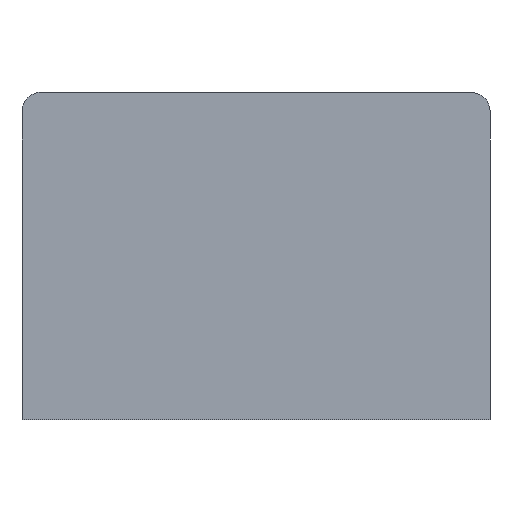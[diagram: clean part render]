
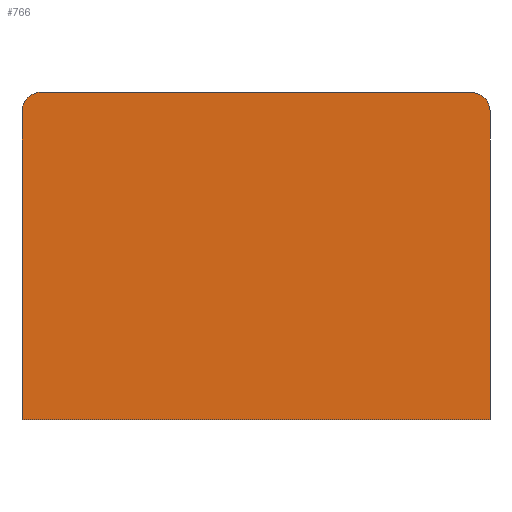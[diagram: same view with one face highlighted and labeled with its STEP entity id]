
A CAD part, front view. The second image highlights one B-rep face of the part: STEP entity #766.
In plain terms, the highlighted planar face has unit normal (0, -1, 0).
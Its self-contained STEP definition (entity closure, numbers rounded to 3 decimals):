
#48=PLANE('',#867);
#143=FACE_OUTER_BOUND('',#196,.T.);
#196=EDGE_LOOP('',(#598,#599,#600,#601,#602,#603));
#243=ELLIPSE('',#824,4.235,4.);
#244=ELLIPSE('',#832,4.235,4.);
#252=LINE('',#1247,#290);
#257=LINE('',#1259,#295);
#263=LINE('',#1295,#301);
#266=LINE('',#1307,#304);
#290=VECTOR('',#950,10.);
#295=VECTOR('',#961,10.);
#301=VECTOR('',#1011,10.);
#304=VECTOR('',#1026,10.);
#331=VERTEX_POINT('',#1244);
#332=VERTEX_POINT('',#1246);
#335=VERTEX_POINT('',#1256);
#336=VERTEX_POINT('',#1258);
#337=VERTEX_POINT('',#1262);
#342=VERTEX_POINT('',#1276);
#409=EDGE_CURVE('',#331,#332,#252,.T.);
#415=EDGE_CURVE('',#336,#335,#257,.T.);
#417=EDGE_CURVE('',#332,#337,#243,.T.);
#424=EDGE_CURVE('',#342,#335,#244,.T.);
#434=EDGE_CURVE('',#337,#342,#263,.T.);
#440=EDGE_CURVE('',#336,#331,#266,.T.);
#598=ORIENTED_EDGE('',*,*,#417,.F.);
#599=ORIENTED_EDGE('',*,*,#409,.F.);
#600=ORIENTED_EDGE('',*,*,#440,.F.);
#601=ORIENTED_EDGE('',*,*,#415,.T.);
#602=ORIENTED_EDGE('',*,*,#424,.F.);
#603=ORIENTED_EDGE('',*,*,#434,.F.);
#766=ADVANCED_FACE('',(#143),#48,.T.);
#824=AXIS2_PLACEMENT_3D('',#1263,#965,#966);
#832=AXIS2_PLACEMENT_3D('',#1277,#982,#983);
#867=AXIS2_PLACEMENT_3D('',#1340,#1059,#1060);
#950=DIRECTION('',(0.,0.,1.));
#961=DIRECTION('',(0.,0.,1.));
#965=DIRECTION('center_axis',(0.,1.,0.));
#966=DIRECTION('ref_axis',(-1.,0.,0.));
#982=DIRECTION('center_axis',(0.,1.,0.));
#983=DIRECTION('ref_axis',(1.,0.,0.));
#1011=DIRECTION('',(1.,0.,0.));
#1026=DIRECTION('',(-1.,0.,0.));
#1059=DIRECTION('center_axis',(0.,-1.,0.));
#1060=DIRECTION('ref_axis',(1.,0.,0.));
#1244=CARTESIAN_POINT('',(-50.,-60.,0.));
#1246=CARTESIAN_POINT('',(-50.,-60.,66.));
#1247=CARTESIAN_POINT('',(-50.,-60.,0.));
#1256=CARTESIAN_POINT('',(50.,-60.,66.));
#1258=CARTESIAN_POINT('',(50.,-60.,0.));
#1259=CARTESIAN_POINT('',(50.,-60.,0.));
#1262=CARTESIAN_POINT('',(-45.765,-60.,70.));
#1263=CARTESIAN_POINT('Origin',(-45.765,-60.,66.));
#1276=CARTESIAN_POINT('',(45.765,-60.,70.));
#1277=CARTESIAN_POINT('Origin',(45.765,-60.,66.));
#1295=CARTESIAN_POINT('',(-50.,-60.,70.));
#1307=CARTESIAN_POINT('',(0.,-60.,0.));
#1340=CARTESIAN_POINT('Origin',(-50.,-60.,0.));
